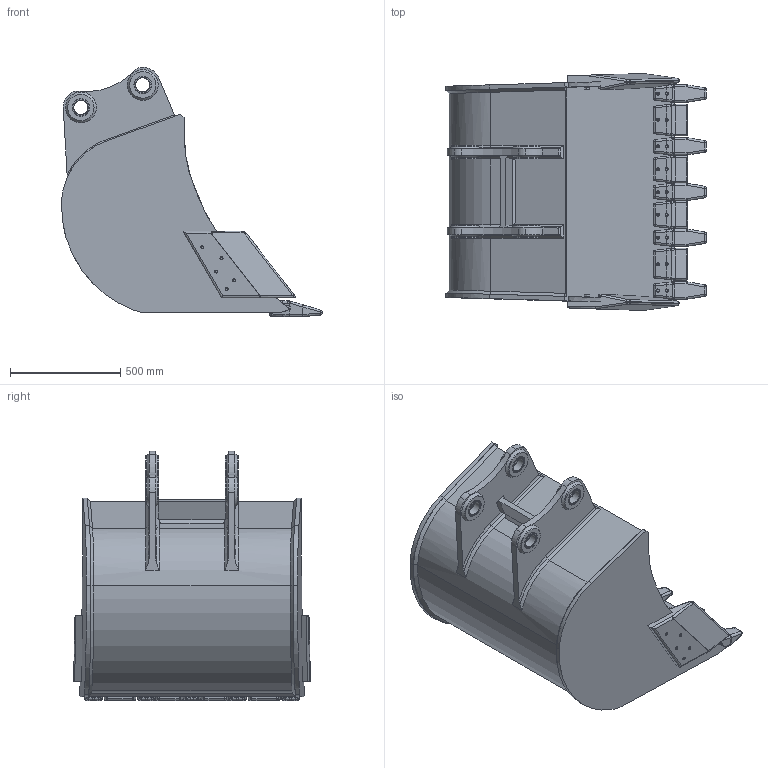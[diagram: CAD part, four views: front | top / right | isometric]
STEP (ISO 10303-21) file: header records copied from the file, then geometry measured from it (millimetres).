
FILE_DESCRIPTION(('STEP AP242'), '1');
FILE_NAME('Ñáîðêà êîâøà', '', ('UNSPECIFIED'), ('UNSPECIFIED'), 'C3D Converter', 'C3D Toolkit', '');
FILE_SCHEMA(('AP242_MANAGED_MODEL_BASED_3D_ENGINEERING_MIM_LF { 1 0 10303 442 1 1 4 }'));
Length unit declared in the file: millimetre
Assembly tree (54 placements, depth 2):
  (unnamed)
    (unnamed)
    (unnamed)  x5
    (unnamed)  x2
    (unnamed)  x2
    (unnamed)
    (unnamed)  x5
    (unnamed)  x10
    (unnamed)
    (unnamed)  x5
    (unnamed)  x4
    (unnamed)  x9
    (unnamed)  x9
Bounding box: 1185.02 x 1075.97 x 1132.75 mm (x, y, z)
Volume: 79928053.8 mm3; surface area: 7997840.6 mm2
Topology: 54 solids, 54 shells, 1569 faces, 3723 edges, 2198 vertices
Faces by surface type: plane 697, cylinder 517, bspline 153, cone 138, torus 50, extrusion 12, sphere 2
Full cylindrical faces by diameter (mm): 11.835 x29, 12 x18, 13.835 x4, 14 x64, 16 x5, 21 x18, 23 x18, 80 x8, 120 x8
Entity records: 28721 total; most frequent: CARTESIAN_POINT 15518, ORIENTED_EDGE 2358, DIRECTION 2235, EDGE_CURVE 1183, AXIS2_PLACEMENT_3D 843, VERTEX_POINT 791, EDGE_LOOP 754, FACE_BOUND 556
